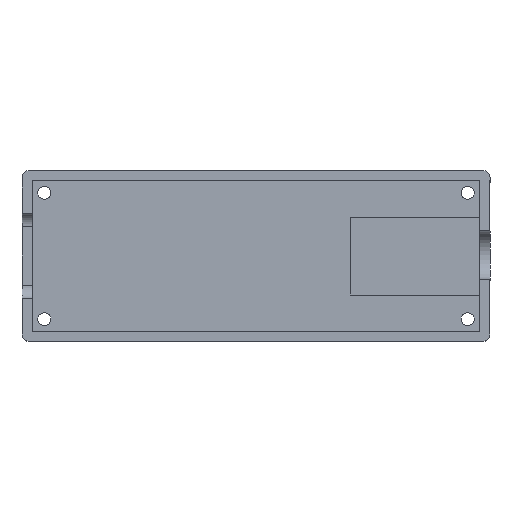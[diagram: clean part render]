
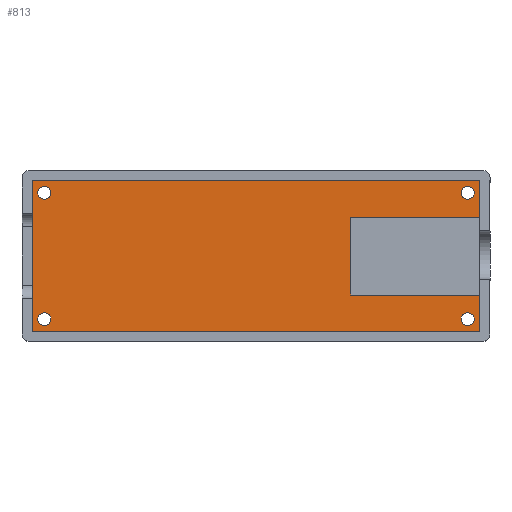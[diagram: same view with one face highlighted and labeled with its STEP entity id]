
A CAD part, top view. The second image highlights one B-rep face of the part: STEP entity #813.
In plain terms, the highlighted planar face has unit normal (0, 0, 1).
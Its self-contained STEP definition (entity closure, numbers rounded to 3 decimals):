
#23=FACE_BOUND('',#173,.T.);
#24=FACE_BOUND('',#174,.T.);
#25=FACE_BOUND('',#175,.T.);
#26=FACE_BOUND('',#176,.T.);
#65=CIRCLE('',#868,0.7);
#66=CIRCLE('',#870,0.7);
#67=CIRCLE('',#872,0.7);
#68=CIRCLE('',#874,0.7);
#118=FACE_OUTER_BOUND('',#172,.T.);
#172=EDGE_LOOP('',(#708,#709,#710,#711,#712,#713,#714,#715));
#173=EDGE_LOOP('',(#716));
#174=EDGE_LOOP('',(#717));
#175=EDGE_LOOP('',(#718));
#176=EDGE_LOOP('',(#719));
#238=LINE('',#1325,#316);
#243=LINE('',#1334,#321);
#247=LINE('',#1342,#325);
#250=LINE('',#1347,#328);
#252=LINE('',#1350,#330);
#253=LINE('',#1355,#331);
#254=LINE('',#1357,#332);
#255=LINE('',#1358,#333);
#316=VECTOR('',#1093,10.);
#321=VECTOR('',#1100,10.);
#325=VECTOR('',#1104,10.);
#328=VECTOR('',#1109,10.);
#330=VECTOR('',#1113,10.);
#331=VECTOR('',#1120,10.);
#332=VECTOR('',#1121,10.);
#333=VECTOR('',#1122,10.);
#375=VERTEX_POINT('',#1252);
#376=VERTEX_POINT('',#1256);
#377=VERTEX_POINT('',#1260);
#378=VERTEX_POINT('',#1264);
#398=VERTEX_POINT('',#1323);
#399=VERTEX_POINT('',#1324);
#402=VERTEX_POINT('',#1333);
#405=VERTEX_POINT('',#1339);
#406=VERTEX_POINT('',#1341);
#407=VERTEX_POINT('',#1345);
#408=VERTEX_POINT('',#1354);
#409=VERTEX_POINT('',#1356);
#464=EDGE_CURVE('',#375,#375,#65,.T.);
#466=EDGE_CURVE('',#376,#376,#66,.T.);
#468=EDGE_CURVE('',#377,#377,#67,.T.);
#470=EDGE_CURVE('',#378,#378,#68,.T.);
#499=EDGE_CURVE('',#398,#399,#238,.T.);
#504=EDGE_CURVE('',#402,#398,#243,.T.);
#508=EDGE_CURVE('',#406,#405,#247,.T.);
#511=EDGE_CURVE('',#399,#407,#250,.T.);
#513=EDGE_CURVE('',#407,#406,#252,.T.);
#515=EDGE_CURVE('',#405,#408,#253,.T.);
#516=EDGE_CURVE('',#408,#409,#254,.T.);
#517=EDGE_CURVE('',#409,#402,#255,.T.);
#708=ORIENTED_EDGE('',*,*,#504,.T.);
#709=ORIENTED_EDGE('',*,*,#499,.T.);
#710=ORIENTED_EDGE('',*,*,#511,.T.);
#711=ORIENTED_EDGE('',*,*,#513,.T.);
#712=ORIENTED_EDGE('',*,*,#508,.T.);
#713=ORIENTED_EDGE('',*,*,#515,.T.);
#714=ORIENTED_EDGE('',*,*,#516,.T.);
#715=ORIENTED_EDGE('',*,*,#517,.T.);
#716=ORIENTED_EDGE('',*,*,#464,.T.);
#717=ORIENTED_EDGE('',*,*,#466,.T.);
#718=ORIENTED_EDGE('',*,*,#468,.T.);
#719=ORIENTED_EDGE('',*,*,#470,.T.);
#769=PLANE('',#895);
#813=ADVANCED_FACE('',(#118,#23,#24,#25,#26),#769,.T.);
#868=AXIS2_PLACEMENT_3D('',#1254,#1024,#1025);
#870=AXIS2_PLACEMENT_3D('',#1258,#1029,#1030);
#872=AXIS2_PLACEMENT_3D('',#1262,#1034,#1035);
#874=AXIS2_PLACEMENT_3D('',#1266,#1039,#1040);
#895=AXIS2_PLACEMENT_3D('',#1353,#1118,#1119);
#1024=DIRECTION('center_axis',(0.,0.,-1.));
#1025=DIRECTION('ref_axis',(1.,0.,0.));
#1029=DIRECTION('center_axis',(0.,0.,-1.));
#1030=DIRECTION('ref_axis',(1.,0.,0.));
#1034=DIRECTION('center_axis',(0.,0.,-1.));
#1035=DIRECTION('ref_axis',(1.,0.,0.));
#1039=DIRECTION('center_axis',(0.,0.,-1.));
#1040=DIRECTION('ref_axis',(1.,0.,0.));
#1093=DIRECTION('',(-1.,0.,0.));
#1100=DIRECTION('',(0.,1.,0.));
#1104=DIRECTION('',(0.,1.,0.));
#1109=DIRECTION('',(0.,-1.,0.));
#1113=DIRECTION('',(1.,0.,0.));
#1118=DIRECTION('center_axis',(0.,0.,1.));
#1119=DIRECTION('ref_axis',(1.,0.,0.));
#1120=DIRECTION('',(-1.,0.,0.));
#1121=DIRECTION('',(0.,1.,0.));
#1122=DIRECTION('',(1.,0.,0.));
#1252=CARTESIAN_POINT('',(0.5,-6.8,-0.05));
#1254=CARTESIAN_POINT('Origin',(1.2,-6.8,-0.05));
#1256=CARTESIAN_POINT('',(0.5,6.8,-0.05));
#1258=CARTESIAN_POINT('Origin',(1.2,6.8,-0.05));
#1260=CARTESIAN_POINT('',(46.1,6.8,-0.05));
#1262=CARTESIAN_POINT('Origin',(46.8,6.8,-0.05));
#1264=CARTESIAN_POINT('',(46.1,-6.8,-0.05));
#1266=CARTESIAN_POINT('Origin',(46.8,-6.8,-0.05));
#1323=CARTESIAN_POINT('',(48.1,8.1,-0.05));
#1324=CARTESIAN_POINT('',(-0.1,8.1,-0.05));
#1325=CARTESIAN_POINT('',(11.95,8.1,-0.05));
#1333=CARTESIAN_POINT('',(48.1,4.2,-0.05));
#1334=CARTESIAN_POINT('',(48.1,4.05,-0.05));
#1339=CARTESIAN_POINT('',(48.1,-4.2,-0.05));
#1341=CARTESIAN_POINT('',(48.1,-8.1,-0.05));
#1342=CARTESIAN_POINT('',(48.1,4.05,-0.05));
#1345=CARTESIAN_POINT('',(-0.1,-8.1,-0.05));
#1347=CARTESIAN_POINT('',(-0.1,-4.05,-0.05));
#1350=CARTESIAN_POINT('',(36.05,-8.1,-0.05));
#1353=CARTESIAN_POINT('Origin',(24.,0.,-0.05));
#1354=CARTESIAN_POINT('',(34.2,-4.2,-0.05));
#1355=CARTESIAN_POINT('',(37.638,-4.2,-0.05));
#1356=CARTESIAN_POINT('',(34.2,4.2,-0.05));
#1357=CARTESIAN_POINT('',(34.2,-2.1,-0.05));
#1358=CARTESIAN_POINT('',(29.1,4.2,-0.05));
